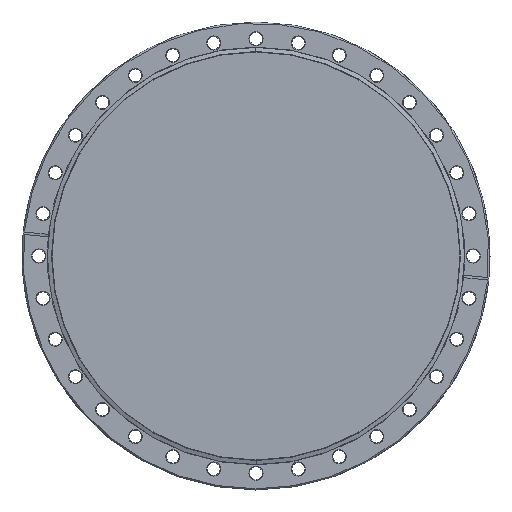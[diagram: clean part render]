
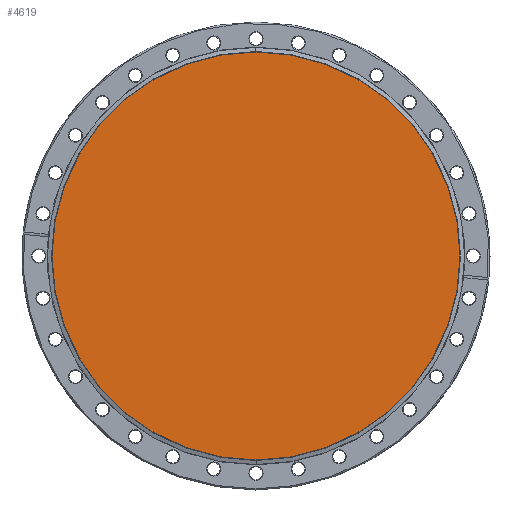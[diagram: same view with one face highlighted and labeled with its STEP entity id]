
A CAD part, left-side view. The second image highlights one B-rep face of the part: STEP entity #4619.
In plain terms, the highlighted planar face has unit normal (-1, 0, 0).
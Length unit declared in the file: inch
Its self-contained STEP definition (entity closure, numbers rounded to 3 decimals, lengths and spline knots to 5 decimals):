
#37 = EDGE_CURVE ( 'NONE', #2324, #6053, #5164, .T. ) ;
#187 = ORIENTED_EDGE ( 'NONE', *, *, #5979, .T. ) ;
#255 = PLANE ( 'NONE',  #3545 ) ;
#700 = CIRCLE ( 'NONE', #2366, 5.251 ) ;
#828 = DIRECTION ( 'NONE',  ( -1., 0., 0. ) ) ;
#847 = EDGE_LOOP ( 'NONE', ( #187, #4953 ) ) ;
#1122 = CARTESIAN_POINT ( 'NONE',  ( 0.081, 5.256, 0. ) ) ;
#2324 = VERTEX_POINT ( 'NONE', #4956 ) ;
#2366 = AXIS2_PLACEMENT_3D ( 'NONE', #2462, #3353, #3413 ) ;
#2462 = CARTESIAN_POINT ( 'NONE',  ( 0.081, 0., 0. ) ) ;
#2603 = DIRECTION ( 'NONE',  ( 0., 0., -1. ) ) ;
#3353 = DIRECTION ( 'NONE',  ( -1., 0., 0. ) ) ;
#3413 = DIRECTION ( 'NONE',  ( 0., 0., -1. ) ) ;
#3545 = AXIS2_PLACEMENT_3D ( 'NONE', #1122, #5134, #2603 ) ;
#3710 = AXIS2_PLACEMENT_3D ( 'NONE', #4735, #828, #4350 ) ;
#3927 = CARTESIAN_POINT ( 'NONE',  ( 0.081, 0., -5.251 ) ) ;
#4350 = DIRECTION ( 'NONE',  ( 0., 0., -1. ) ) ;
#4619 = ADVANCED_FACE ( 'NONE', ( #5162 ), #255, .F. ) ;
#4735 = CARTESIAN_POINT ( 'NONE',  ( 0.081, 0., 0. ) ) ;
#4953 = ORIENTED_EDGE ( 'NONE', *, *, #37, .T. ) ;
#4956 = CARTESIAN_POINT ( 'NONE',  ( 0.081, 0., 5.251 ) ) ;
#5134 = DIRECTION ( 'NONE',  ( 1., 0., 0. ) ) ;
#5162 = FACE_OUTER_BOUND ( 'NONE', #847, .T. ) ;
#5164 = CIRCLE ( 'NONE', #3710, 5.251 ) ;
#5979 = EDGE_CURVE ( 'NONE', #6053, #2324, #700, .T. ) ;
#6053 = VERTEX_POINT ( 'NONE', #3927 ) ;
